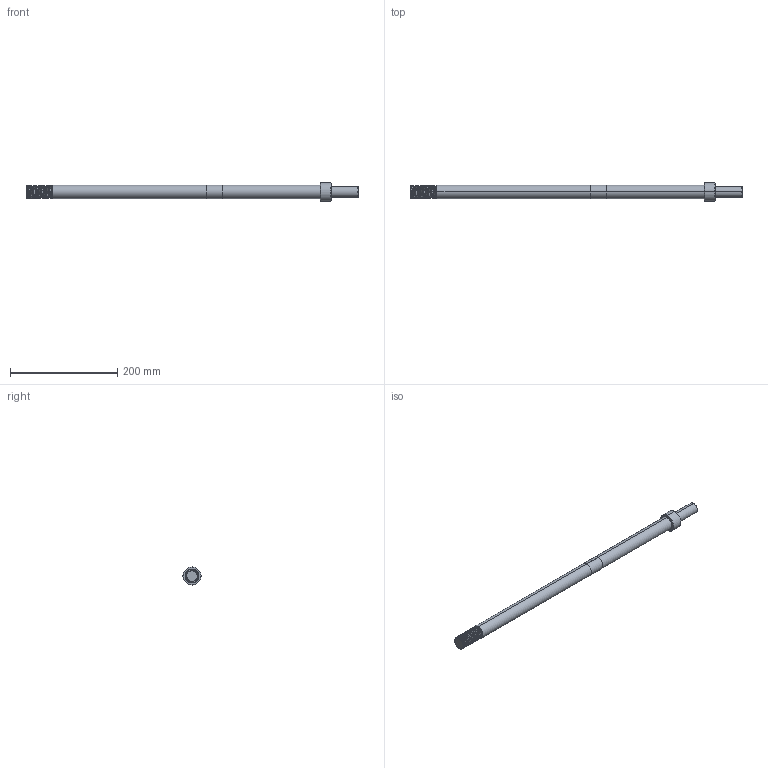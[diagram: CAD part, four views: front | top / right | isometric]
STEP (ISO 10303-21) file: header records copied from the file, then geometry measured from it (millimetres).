
FILE_DESCRIPTION (( 'STEP AP214' ), '1' );
FILE_NAME ('shaft50mm.STEP', '2018-01-30T14:19:01', ( '' ), ( '' ), 'SwSTEP 2.0', 'SolidWorks 2017', '' );
FILE_SCHEMA (( 'AUTOMOTIVE_DESIGN' ));
Length unit declared in the file: millimetre
Products named in the file (1): shaft50mm
Bounding box: 618 x 34 x 34 mm (x, y, z)
Volume: 312525.1 mm3; surface area: 55636.1 mm2
Topology: 2 solids, 2 shells, 75 faces, 186 edges, 116 vertices
Faces by surface type: cylinder 42, bspline 13, plane 8, cone 6, torus 6
Entity records: 7109 total; most frequent: CARTESIAN_POINT 5487, ORIENTED_EDGE 370, DIRECTION 259, EDGE_CURVE 185, VERTEX_POINT 116, AXIS2_PLACEMENT_3D 105, B_SPLINE_CURVE_WITH_KNOTS 94, EDGE_LOOP 77
